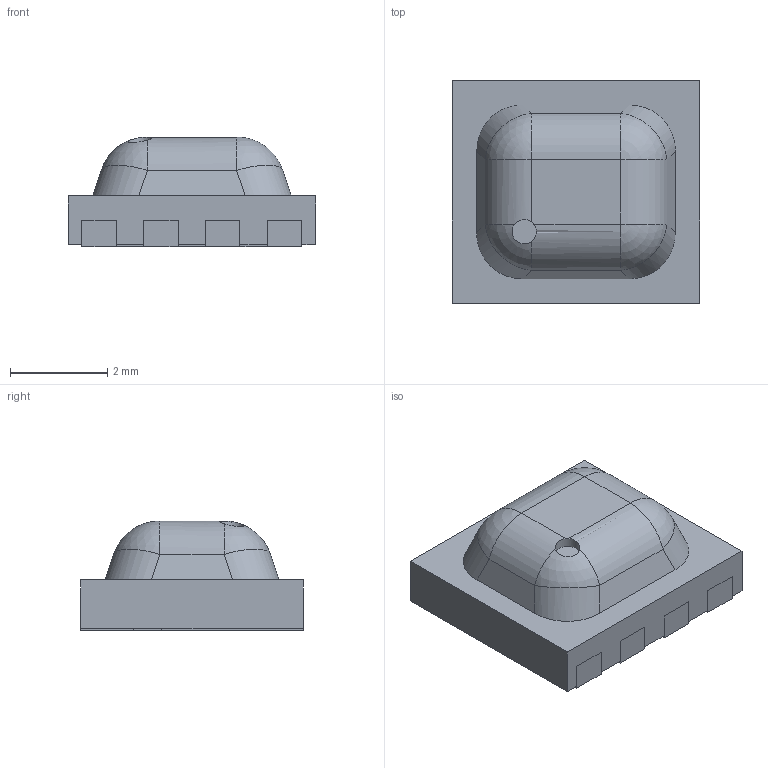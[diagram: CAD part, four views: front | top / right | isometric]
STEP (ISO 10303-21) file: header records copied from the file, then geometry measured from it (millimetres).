
FILE_DESCRIPTION(/* description */ (''),/* implementation_level */ '2;1');
FILE_NAME(/* name */ 'SIM-73L+.stp',/* time_stamp */ '2014-08-14T21:07:18+04:00',/* author */ (''),/* organization */ (''),/* preprocessor_version */ 'ST-DEVELOPER v15',/* originating_system */ 'SIEMENS PLM Software NX 9.0',/* authorisation */ '');
FILE_SCHEMA (('AUTOMOTIVE_DESIGN { 1 0 10303 214 3 1 1 1 }'));
Length unit declared in the file: millimetre
Products named in the file (4): Part3; Part2; Part1; SIM-73L+
Assembly tree (3 placements, depth 2):
  SIM-73L+
    Part1
    Part2
    Part3
Bounding box: 5.08 x 4.57 x 2.26 mm (x, y, z)
Volume: 36.1 mm3; surface area: 167.5 mm2
Topology: 6 solids, 6 shells, 116 faces, 298 edges, 193 vertices
Faces by surface type: plane 103, cylinder 9, sphere 4
Full cylindrical faces by diameter (mm): 0.5 x1
Entity records: 3593 total; most frequent: CARTESIAN_POINT 662, ORIENTED_EDGE 586, DIRECTION 548, EDGE_CURVE 293, LINE 272, VECTOR 272, VERTEX_POINT 192, AXIS2_PLACEMENT_3D 138
